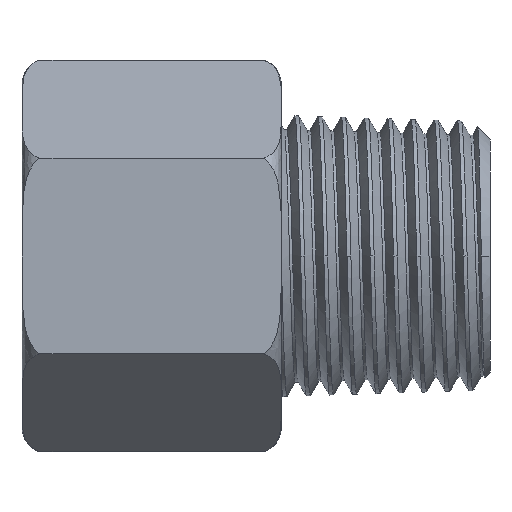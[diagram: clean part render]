
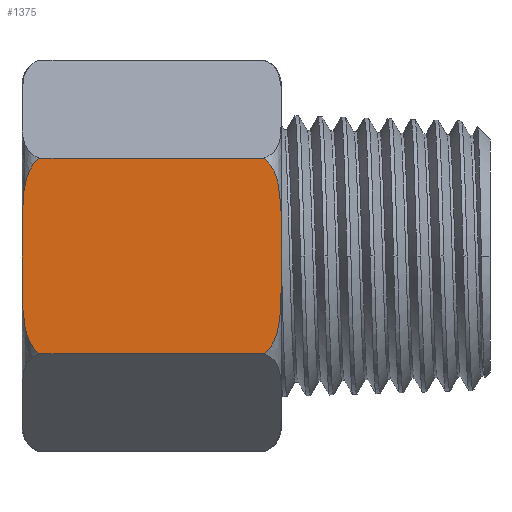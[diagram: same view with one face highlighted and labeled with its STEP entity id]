
A CAD part, front view. The second image highlights one B-rep face of the part: STEP entity #1375.
In plain terms, the highlighted face is planar.
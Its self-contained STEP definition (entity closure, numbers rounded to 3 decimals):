
#108=LINE('',#7298,#171);
#111=LINE('',#7657,#174);
#116=LINE('',#7665,#179);
#117=LINE('',#7666,#180);
#171=VECTOR('',#1613,1.);
#174=VECTOR('',#1656,1.);
#179=VECTOR('',#1667,1.);
#180=VECTOR('',#1668,1.);
#284=FACE_OUTER_BOUND('',#362,.T.);
#362=EDGE_LOOP('',(#1113,#1114,#1115,#1116,#1117,#1118,#1119,#1120));
#453=B_SPLINE_CURVE_WITH_KNOTS('',3,(#7406,#7407,#7408,#7409,#7410,#7411,
#7412,#7413,#7414,#7415,#7416,#7417),.UNSPECIFIED.,.F.,.F.,(4,2,2,2,2,4),
(14.218,16.916,17.392,17.868,18.155,
18.441),.UNSPECIFIED.);
#465=B_SPLINE_CURVE_WITH_KNOTS('',3,(#7571,#7572,#7573,#7574,#7575,#7576,
#7577,#7578,#7579,#7580,#7581,#7582),.UNSPECIFIED.,.F.,.F.,(4,2,2,2,2,4),
(6.687,6.973,7.259,7.736,8.212,
10.91),.UNSPECIFIED.);
#467=B_SPLINE_CURVE_WITH_KNOTS('',3,(#7600,#7601,#7602,#7603,#7604,#7605,
#7606,#7607,#7608,#7609,#7610,#7611),.UNSPECIFIED.,.F.,.F.,(4,2,2,2,2,4),
(6.687,6.973,7.259,7.736,8.212,
10.91),.UNSPECIFIED.);
#469=B_SPLINE_CURVE_WITH_KNOTS('',3,(#7630,#7631,#7632,#7633,#7634,#7635,
#7636,#7637,#7638,#7639,#7640,#7641),.UNSPECIFIED.,.F.,.F.,(4,2,2,2,2,4),
(14.218,16.916,17.392,17.868,18.155,
18.441),.UNSPECIFIED.);
#576=VERTEX_POINT('',#7275);
#587=VERTEX_POINT('',#7296);
#599=VERTEX_POINT('',#7404);
#600=VERTEX_POINT('',#7405);
#609=VERTEX_POINT('',#7570);
#610=VERTEX_POINT('',#7598);
#611=VERTEX_POINT('',#7599);
#613=VERTEX_POINT('',#7629);
#757=EDGE_CURVE('',#587,#576,#108,.T.);
#770=EDGE_CURVE('',#599,#600,#453,.T.);
#784=EDGE_CURVE('',#609,#587,#465,.T.);
#786=EDGE_CURVE('',#610,#611,#467,.T.);
#789=EDGE_CURVE('',#576,#613,#469,.T.);
#793=EDGE_CURVE('',#610,#613,#111,.T.);
#798=EDGE_CURVE('',#600,#609,#116,.T.);
#799=EDGE_CURVE('',#611,#599,#117,.T.);
#1113=ORIENTED_EDGE('',*,*,#786,.F.);
#1114=ORIENTED_EDGE('',*,*,#793,.T.);
#1115=ORIENTED_EDGE('',*,*,#789,.F.);
#1116=ORIENTED_EDGE('',*,*,#757,.F.);
#1117=ORIENTED_EDGE('',*,*,#784,.F.);
#1118=ORIENTED_EDGE('',*,*,#798,.F.);
#1119=ORIENTED_EDGE('',*,*,#770,.F.);
#1120=ORIENTED_EDGE('',*,*,#799,.F.);
#1329=PLANE('',#1471);
#1375=ADVANCED_FACE('',(#284),#1329,.T.);
#1471=AXIS2_PLACEMENT_3D('',#7664,#1665,#1666);
#1613=DIRECTION('',(0.,-1.,0.));
#1656=DIRECTION('',(1.,0.,0.));
#1665=DIRECTION('center_axis',(0.,0.,1.));
#1666=DIRECTION('ref_axis',(0.,-1.,0.));
#1667=DIRECTION('',(1.,0.,0.));
#1668=DIRECTION('',(0.,1.,0.));
#7275=CARTESIAN_POINT('',(15.752,-1.764,10.3));
#7296=CARTESIAN_POINT('',(15.752,1.764,10.3));
#7298=CARTESIAN_POINT('',(15.752,2.973,10.3));
#7404=CARTESIAN_POINT('',(0.,1.764,10.3));
#7405=CARTESIAN_POINT('',(1.092,5.947,10.3));
#7406=CARTESIAN_POINT('Ctrl Pts',(0.,1.764,
10.3));
#7407=CARTESIAN_POINT('Ctrl Pts',(0.,2.664,
10.3));
#7408=CARTESIAN_POINT('Ctrl Pts',(0.016,3.743,10.3));
#7409=CARTESIAN_POINT('Ctrl Pts',(0.296,4.763,10.3));
#7410=CARTESIAN_POINT('Ctrl Pts',(0.35,4.929,10.3));
#7411=CARTESIAN_POINT('Ctrl Pts',(0.485,5.248,10.3));
#7412=CARTESIAN_POINT('Ctrl Pts',(0.567,5.401,10.3));
#7413=CARTESIAN_POINT('Ctrl Pts',(0.713,5.61,10.3));
#7414=CARTESIAN_POINT('Ctrl Pts',(0.778,5.691,10.3));
#7415=CARTESIAN_POINT('Ctrl Pts',(0.927,5.836,10.3));
#7416=CARTESIAN_POINT('Ctrl Pts',(1.009,5.9,10.3));
#7417=CARTESIAN_POINT('Ctrl Pts',(1.092,5.947,10.3));
#7570=CARTESIAN_POINT('',(14.66,5.947,10.3));
#7571=CARTESIAN_POINT('Ctrl Pts',(14.66,5.947,10.3));
#7572=CARTESIAN_POINT('Ctrl Pts',(14.743,5.9,10.3));
#7573=CARTESIAN_POINT('Ctrl Pts',(14.825,5.836,10.3));
#7574=CARTESIAN_POINT('Ctrl Pts',(14.974,5.691,10.3));
#7575=CARTESIAN_POINT('Ctrl Pts',(15.039,5.61,10.3));
#7576=CARTESIAN_POINT('Ctrl Pts',(15.185,5.401,10.3));
#7577=CARTESIAN_POINT('Ctrl Pts',(15.267,5.248,10.3));
#7578=CARTESIAN_POINT('Ctrl Pts',(15.402,4.929,10.3));
#7579=CARTESIAN_POINT('Ctrl Pts',(15.456,4.763,10.3));
#7580=CARTESIAN_POINT('Ctrl Pts',(15.736,3.743,10.3));
#7581=CARTESIAN_POINT('Ctrl Pts',(15.752,2.664,10.3));
#7582=CARTESIAN_POINT('Ctrl Pts',(15.752,1.764,10.3));
#7598=CARTESIAN_POINT('',(1.092,-5.947,10.3));
#7599=CARTESIAN_POINT('',(0.,-1.764,10.3));
#7600=CARTESIAN_POINT('Ctrl Pts',(1.092,-5.947,10.3));
#7601=CARTESIAN_POINT('Ctrl Pts',(1.009,-5.9,10.3));
#7602=CARTESIAN_POINT('Ctrl Pts',(0.927,-5.836,10.3));
#7603=CARTESIAN_POINT('Ctrl Pts',(0.778,-5.691,10.3));
#7604=CARTESIAN_POINT('Ctrl Pts',(0.713,-5.61,10.3));
#7605=CARTESIAN_POINT('Ctrl Pts',(0.567,-5.401,10.3));
#7606=CARTESIAN_POINT('Ctrl Pts',(0.485,-5.248,10.3));
#7607=CARTESIAN_POINT('Ctrl Pts',(0.35,-4.929,10.3));
#7608=CARTESIAN_POINT('Ctrl Pts',(0.296,-4.763,10.3));
#7609=CARTESIAN_POINT('Ctrl Pts',(0.016,-3.743,10.3));
#7610=CARTESIAN_POINT('Ctrl Pts',(0.,-2.664,
10.3));
#7611=CARTESIAN_POINT('Ctrl Pts',(0.,-1.764,
10.3));
#7629=CARTESIAN_POINT('',(14.66,-5.947,10.3));
#7630=CARTESIAN_POINT('Ctrl Pts',(15.752,-1.764,10.3));
#7631=CARTESIAN_POINT('Ctrl Pts',(15.752,-2.664,10.3));
#7632=CARTESIAN_POINT('Ctrl Pts',(15.736,-3.743,10.3));
#7633=CARTESIAN_POINT('Ctrl Pts',(15.456,-4.763,10.3));
#7634=CARTESIAN_POINT('Ctrl Pts',(15.402,-4.929,10.3));
#7635=CARTESIAN_POINT('Ctrl Pts',(15.267,-5.248,10.3));
#7636=CARTESIAN_POINT('Ctrl Pts',(15.185,-5.401,10.3));
#7637=CARTESIAN_POINT('Ctrl Pts',(15.039,-5.61,10.3));
#7638=CARTESIAN_POINT('Ctrl Pts',(14.974,-5.691,10.3));
#7639=CARTESIAN_POINT('Ctrl Pts',(14.825,-5.836,10.3));
#7640=CARTESIAN_POINT('Ctrl Pts',(14.743,-5.9,10.3));
#7641=CARTESIAN_POINT('Ctrl Pts',(14.66,-5.947,10.3));
#7657=CARTESIAN_POINT('',(0.,-5.947,10.3));
#7664=CARTESIAN_POINT('Origin',(0.,5.947,10.3));
#7665=CARTESIAN_POINT('',(0.,5.947,10.3));
#7666=CARTESIAN_POINT('',(0.,2.973,10.3));
